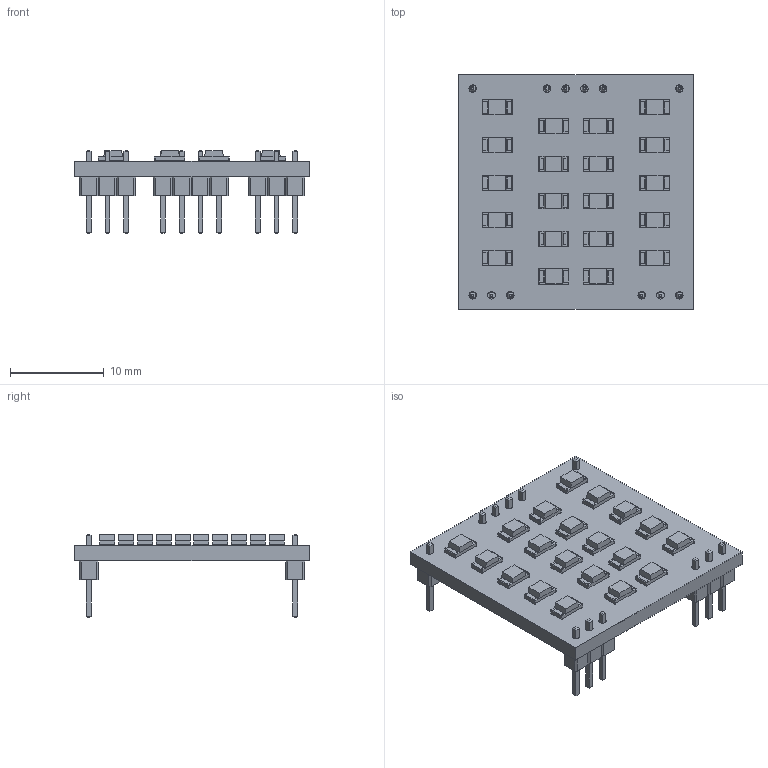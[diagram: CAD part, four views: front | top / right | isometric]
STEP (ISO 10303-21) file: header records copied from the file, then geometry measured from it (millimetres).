
FILE_DESCRIPTION(('KiCad electronic assembly'),'2;1');
FILE_NAME('Led Nixie.step','2024-07-13T20:35:57',('Pcbnew'),('Kicad'), 'Open CASCADE STEP processor 7.8','KiCad to STEP converter','Unknown' );
FILE_SCHEMA(('AUTOMOTIVE_DESIGN { 1 0 10303 214 1 1 1 1 }'));
Length unit declared in the file: millimetre
Products named in the file (10): Led Nixie 1; LED_1206_3216Metric; PinHeader_1x03_P2.00mm_Vertical; PinHeader_1x03_P200mm_Vertical; PinHeader_1x01_P2.00mm_Vertical; PinHeader_1x01_P200mm_Vertical; PinHeader_1x04_P2.00mm_Vertical; PinHeader_1x04_P200mm_Vertical; Led Nixie_PCB
Assembly tree (30 placements, depth 3):
  Led Nixie 1
    LED_1206_3216Metric  x20
      LED_1206_3216Metric
    PinHeader_1x03_P2.00mm_Vertical  x2
      PinHeader_1x03_P200mm_Vertical
    PinHeader_1x01_P2.00mm_Vertical  x2
      PinHeader_1x01_P200mm_Vertical
    PinHeader_1x04_P2.00mm_Vertical
      PinHeader_1x04_P200mm_Vertical
    Led Nixie_PCB
Bounding box: 25 x 25 x 8.8 mm (x, y, z)
Volume: 1187.6 mm3; surface area: 2216.9 mm2
Topology: 26 solids, 26 shells, 1326 faces, 3434 edges, 2204 vertices
Faces by surface type: plane 1154, cylinder 172
Full cylindrical faces by diameter (mm): 0.8 x12
Entity records: 9926 total; most frequent: CARTESIAN_POINT 1384, ORIENTED_EDGE 1326, DIRECTION 1309, EDGE_CURVE 663, LINE 623, VECTOR 623, VERTEX_POINT 418, AXIS2_PLACEMENT_3D 343
